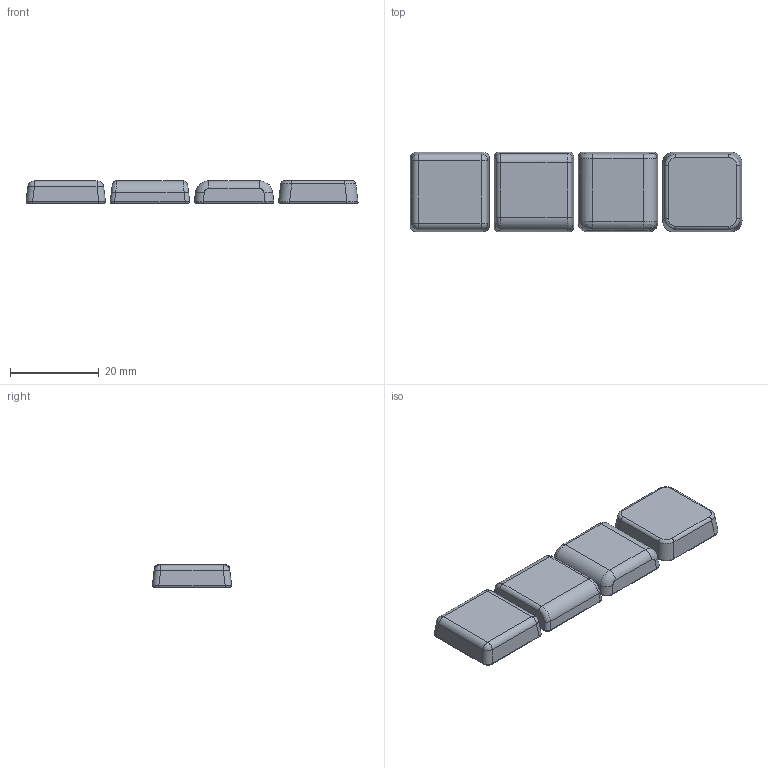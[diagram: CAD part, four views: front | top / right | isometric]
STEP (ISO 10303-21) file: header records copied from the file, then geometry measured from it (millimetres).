
FILE_DESCRIPTION(('Open CASCADE Model'),'2;1');
FILE_NAME('Open CASCADE Shape Model','2025-06-18T02:55:49',('Author'),( 'Open CASCADE'),'Open CASCADE STEP processor 7.8','build123d', 'Unknown');
FILE_SCHEMA(('AUTOMOTIVE_DESIGN { 1 0 10303 214 1 1 1 1 }'));
Products named in the file (1): COMPOUND
Bounding box: 74.93 x 17.93 x 5 mm (x, y, z)
Volume: 2583.8 mm3; surface area: 4564.6 mm2
Topology: 8 solids, 8 shells, 724 faces, 1696 edges, 972 vertices
Faces by surface type: cylinder 272, plane 212, torus 112, revolution 64, bspline 44, sphere 20
Entity records: 49512 total; most frequent: CARTESIAN_POINT 16885, DIRECTION 5904, ORIENTED_EDGE 3352, PCURVE 3352, DEFINITIONAL_REPRESENTATION 3352, LINE 3004, VECTOR 3004, EDGE_CURVE 1676
